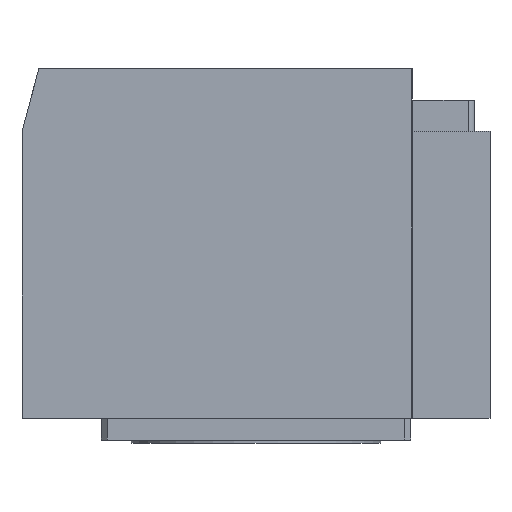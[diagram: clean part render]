
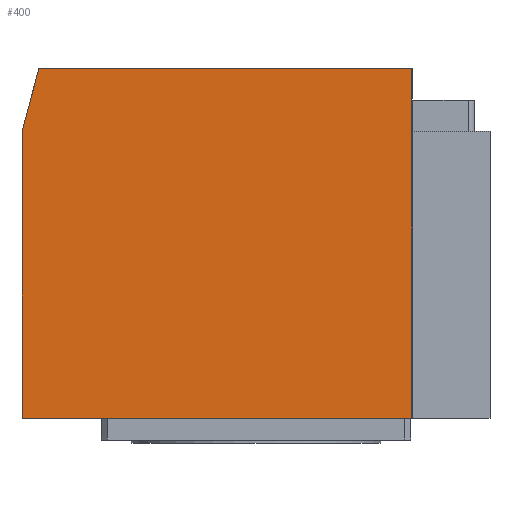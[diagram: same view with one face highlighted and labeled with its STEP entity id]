
A CAD part, left-side view. The second image highlights one B-rep face of the part: STEP entity #400.
In plain terms, the highlighted planar face has unit normal (-1, 0, 0).
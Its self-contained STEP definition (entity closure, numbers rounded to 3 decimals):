
#85=LINE('',#1877,#209);
#92=LINE('',#1890,#216);
#93=LINE('',#1893,#217);
#94=LINE('',#1895,#218);
#95=LINE('',#1896,#219);
#209=VECTOR('',#1446,1.);
#216=VECTOR('',#1455,1.);
#217=VECTOR('',#1456,1.);
#218=VECTOR('',#1457,1.);
#219=VECTOR('',#1458,1.);
#296=PLANE('',#1262);
#340=FACE_OUTER_BOUND('',#504,.T.);
#400=ADVANCED_FACE('',(#340),#296,.T.);
#504=EDGE_LOOP('',(#643,#644,#645,#646,#647));
#643=ORIENTED_EDGE('',*,*,#1077,.T.);
#644=ORIENTED_EDGE('',*,*,#1078,.T.);
#645=ORIENTED_EDGE('',*,*,#1079,.F.);
#646=ORIENTED_EDGE('',*,*,#1070,.F.);
#647=ORIENTED_EDGE('',*,*,#1080,.F.);
#950=VERTEX_POINT('',#1876);
#951=VERTEX_POINT('',#1878);
#956=VERTEX_POINT('',#1891);
#957=VERTEX_POINT('',#1892);
#958=VERTEX_POINT('',#1894);
#1070=EDGE_CURVE('',#950,#951,#85,.T.);
#1077=EDGE_CURVE('',#956,#957,#92,.T.);
#1078=EDGE_CURVE('',#957,#958,#93,.T.);
#1079=EDGE_CURVE('',#951,#958,#94,.T.);
#1080=EDGE_CURVE('',#956,#950,#95,.T.);
#1262=AXIS2_PLACEMENT_3D('',#1897,#1459,#1460);
#1446=DIRECTION('',(0.,1.,0.));
#1455=DIRECTION('',(0.,1.,0.));
#1456=DIRECTION('',(0.,0.259,-0.966));
#1457=DIRECTION('',(0.,0.,1.));
#1458=DIRECTION('',(0.,0.,-1.));
#1459=DIRECTION('',(-1.,0.,0.));
#1460=DIRECTION('',(0.,0.,-1.));
#1876=CARTESIAN_POINT('',(-82.,-25.,-46.));
#1877=CARTESIAN_POINT('',(-82.,-37.5,-46.));
#1878=CARTESIAN_POINT('',(-82.,37.5,-46.));
#1890=CARTESIAN_POINT('',(-82.,-37.5,10.));
#1891=CARTESIAN_POINT('',(-82.,-25.,10.));
#1892=CARTESIAN_POINT('',(-82.,34.8,10.));
#1893=CARTESIAN_POINT('',(-82.,37.5,-0.077));
#1894=CARTESIAN_POINT('',(-82.,37.5,-0.077));
#1895=CARTESIAN_POINT('',(-82.,37.5,-46.));
#1896=CARTESIAN_POINT('',(-82.,-25.,24.5));
#1897=CARTESIAN_POINT('',(-82.,-37.5,-46.));
